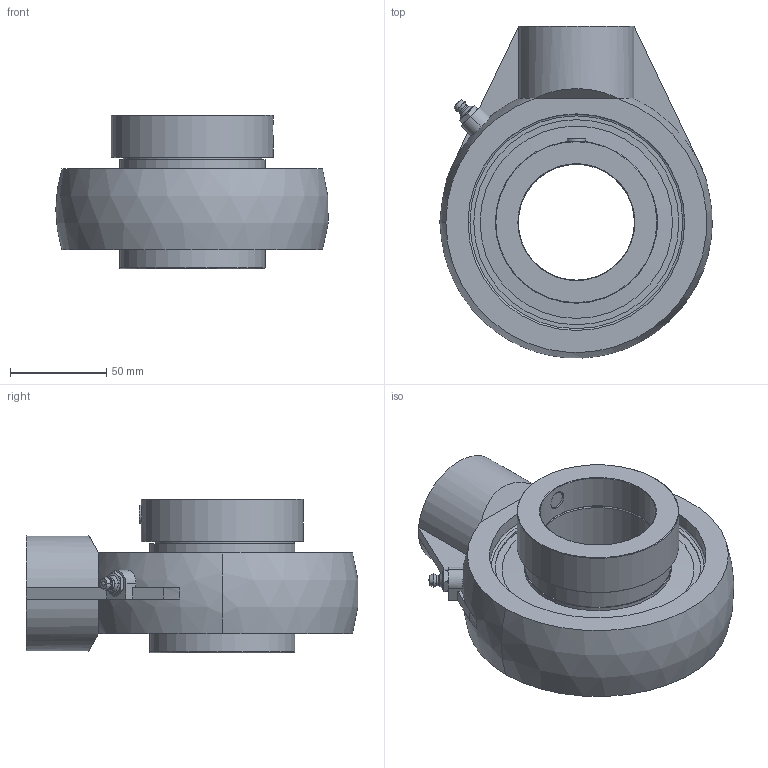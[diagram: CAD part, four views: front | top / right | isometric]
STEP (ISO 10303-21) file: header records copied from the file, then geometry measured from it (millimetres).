
FILE_DESCRIPTION(('HOOPS Exchange Step'),'2;1');
FILE_NAME('export-6705E6A3-D30E-4075-92FE-9B8EBF894B5B.stp','2019-12-13T13:15:42-08:00',('ibuslach'),('Alibre'),'HOOPS Exchange 2019.2','Alibre','Unknown authorisation');
FILE_SCHEMA( ('AP242_MANAGED_MODEL_BASED_3D_ENGINEERING_MIM_LF {1 0 10303 442 1 1 4 }') );
Length unit declared in the file: centimetre
Products named in the file (8): MRN SHA 212; ZERK 6mm; SHC 212-38 RACE; SHC 212-38 COLLAR; SHC 212-38 SHIELD; SHC 211 SS; MRN SHC 212-38; MRN SHCHA 212-38
Assembly tree (7 placements, depth 3):
  MRN SHCHA 212-38
    MRN SHA 212
    ZERK 6mm
    MRN SHC 212-38
      SHC 212-38 RACE
      SHC 212-38 COLLAR
      SHC 212-38 SHIELD
      SHC 211 SS
Bounding box: 141.63 x 172.57 x 80.06 mm (x, y, z)
Volume: 526475.3 mm3; surface area: 146697.8 mm2
Topology: 18 solids, 18 shells, 184 faces, 473 edges, 305 vertices
Faces by surface type: plane 61, cylinder 47, cone 34, sphere 21, torus 17, bspline 4
Full cylindrical faces by diameter (mm): 2.264 x2, 6 x2, 9.525 x3, 31.75 x1, 60.325 x2, 72.034 x2, 75.565 x2, 75.59 x2, 76.606 x2, 84.2 x1, 98.996 x2, 100.013 x4, 112.635 x1, 114.635 x1
Entity records: 9029 total; most frequent: CARTESIAN_POINT 4379, DIRECTION 1006, ORIENTED_EDGE 890, EDGE_CURVE 445, AXIS2_PLACEMENT_3D 433, VERTEX_POINT 305, CIRCLE 228, EDGE_LOOP 212
